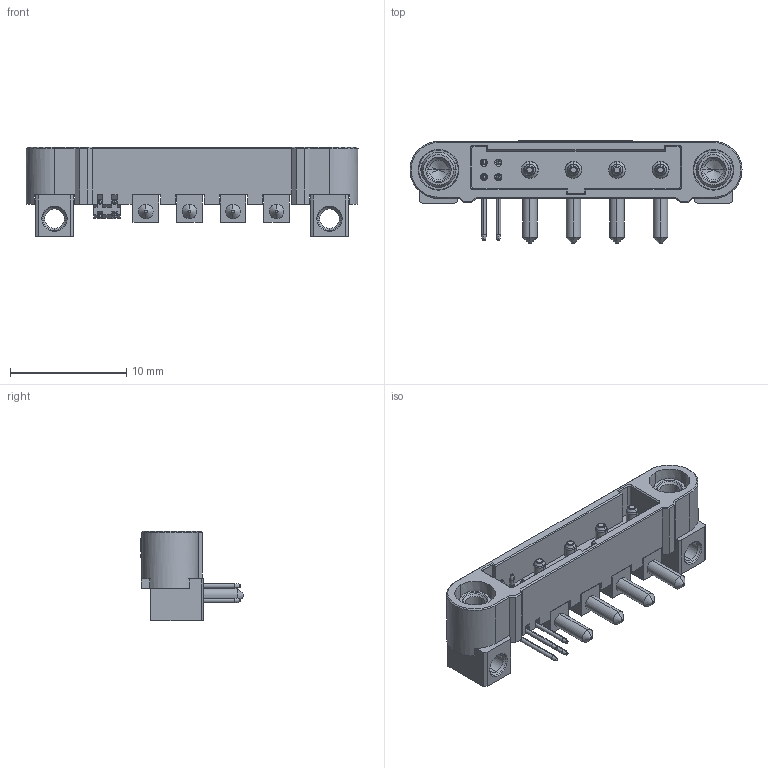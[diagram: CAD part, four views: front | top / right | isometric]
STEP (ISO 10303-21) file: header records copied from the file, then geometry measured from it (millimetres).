
FILE_DESCRIPTION((''),'2;1');
FILE_NAME('G125-MH104M4-04AD000P_ASM','2022-11-02T13:51:57',('rportlock'),(''),'CREO PARAMETRIC BY PTC INC, 2021404','CREO PARAMETRIC BY PTC INC, 2021404','');
FILE_SCHEMA(('CONFIG_CONTROL_DESIGN','SHAPE_APPEARANCE_LAYERS_GROUPS'));
Length unit declared in the file: millimetre
Products named in the file (7): G125-32796-04-04-00; G125-1600005; G125-1060005_BENT; G125-1070005_BENT; G125-4640000; G125_LASER_HARWIN; G125-MH104M4-04AD000P_ASM
Assembly tree (12 placements, depth 2):
  G125-MH104M4-04AD000P_ASM
    G125-32796-04-04-00
    G125-1600005  x4
    G125-1060005_BENT  x2
    G125-1070005_BENT  x2
    G125-4640000  x2
    G125_LASER_HARWIN
Bounding box: 28.55 x 8.8 x 7.7 mm (x, y, z)
Volume: 567.5 mm3; surface area: 1556.9 mm2
Topology: 19 solids, 23 shells, 1005 faces, 2278 edges, 1330 vertices
Faces by surface type: bspline 440, plane 294, cylinder 132, cone 66, torus 56, extrusion 17
Entity records: 31212 total; most frequent: CARTESIAN_POINT 14069, ORIENTED_EDGE 2844, DIRECTION 2275, EDGE_CURVE 1428, PRESENTATION_STYLE_ASSIGNMENT 1296, STYLED_ITEM 1296, CURVE_STYLE 1187, VERTEX_POINT 857
